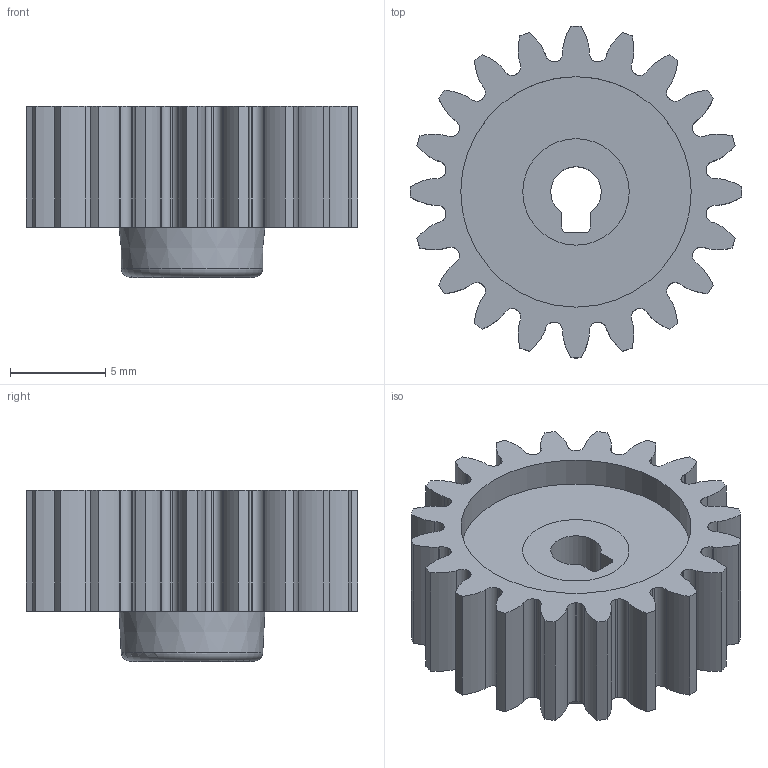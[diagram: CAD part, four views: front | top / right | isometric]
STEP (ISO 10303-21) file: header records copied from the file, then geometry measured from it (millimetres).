
FILE_DESCRIPTION(/* description */ (''),/* implementation_level */ '2;1');
FILE_NAME(/* name */ 'Gear20Tooth_forXL330 v1.step',/* time_stamp */ '2023-11-03T00:17:21+09:00',/* author */ (''),/* organization */ (''),/* preprocessor_version */ 'ST-DEVELOPER v20',/* originating_system */ 'Autodesk Translation Framework v12.14.0.127',/* authorisation */ '');
FILE_SCHEMA (('AUTOMOTIVE_DESIGN { 1 0 10303 214 3 1 1 }'));
Length unit declared in the file: millimetre
Products named in the file (1): Gear20Tooth_forXL330
Bounding box: 17.46 x 17.46 x 9 mm (x, y, z)
Volume: 1098.1 mm3; surface area: 1200.2 mm2
Topology: 1 solids, 1 shells, 256 faces, 751 edges, 501 vertices
Faces by surface type: plane 89, cylinder 84, bspline 80, cone 2, torus 1
Full cylindrical faces by diameter (mm): 12.129 x1
Entity records: 11414 total; most frequent: CARTESIAN_POINT 5130, ORIENTED_EDGE 1502, DIRECTION 1039, EDGE_CURVE 751, VERTEX_POINT 501, LINE 375, VECTOR 375, AXIS2_PLACEMENT_3D 332
